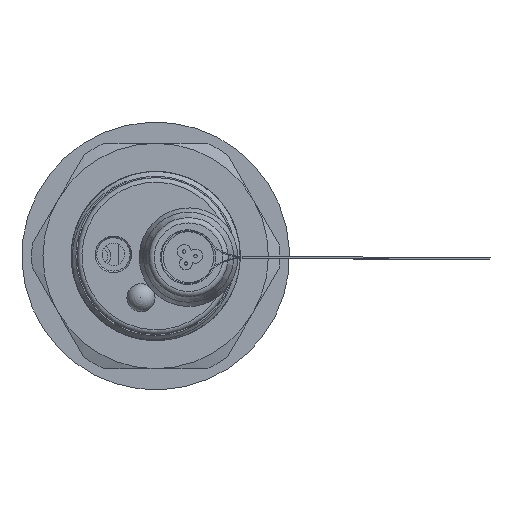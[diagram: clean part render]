
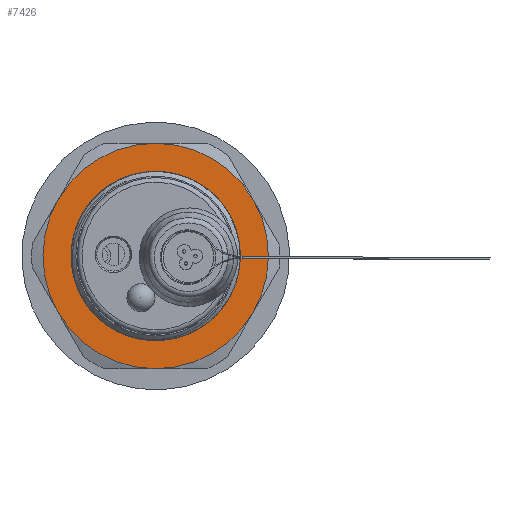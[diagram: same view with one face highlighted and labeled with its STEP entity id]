
A CAD part, left-side view. The second image highlights one B-rep face of the part: STEP entity #7426.
In plain terms, the highlighted face is planar.
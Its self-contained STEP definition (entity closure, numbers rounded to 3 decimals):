
#1637=PLANE('',#8674);
#1856=CIRCLE('',#8675,8.959);
#1857=CIRCLE('',#8676,12.);
#1858=CIRCLE('',#8677,12.);
#1859=CIRCLE('',#8678,12.);
#1860=CIRCLE('',#8679,12.);
#1861=CIRCLE('',#8680,12.);
#1862=CIRCLE('',#8681,12.);
#3224=ORIENTED_EDGE('',*,*,#4667,.T.);
#3225=ORIENTED_EDGE('',*,*,#4668,.F.);
#3226=ORIENTED_EDGE('',*,*,#4669,.F.);
#3227=ORIENTED_EDGE('',*,*,#4670,.F.);
#3228=ORIENTED_EDGE('',*,*,#4671,.F.);
#3229=ORIENTED_EDGE('',*,*,#4672,.F.);
#3230=ORIENTED_EDGE('',*,*,#4673,.F.);
#4667=EDGE_CURVE('',#5525,#5525,#1856,.T.);
#4668=EDGE_CURVE('',#5495,#5501,#1857,.T.);
#4669=EDGE_CURVE('',#5489,#5495,#1858,.T.);
#4670=EDGE_CURVE('',#5519,#5489,#1859,.T.);
#4671=EDGE_CURVE('',#5513,#5519,#1860,.T.);
#4672=EDGE_CURVE('',#5507,#5513,#1861,.T.);
#4673=EDGE_CURVE('',#5501,#5507,#1862,.T.);
#5489=VERTEX_POINT('',#15803);
#5495=VERTEX_POINT('',#15828);
#5501=VERTEX_POINT('',#15853);
#5507=VERTEX_POINT('',#15878);
#5513=VERTEX_POINT('',#15903);
#5519=VERTEX_POINT('',#15928);
#5525=VERTEX_POINT('',#15958);
#6242=EDGE_LOOP('',(#3224));
#6243=EDGE_LOOP('',(#3225,#3226,#3227,#3228,#3229,#3230));
#6839=FACE_BOUND('',#6242,.T.);
#6840=FACE_BOUND('',#6243,.T.);
#7426=ADVANCED_FACE('',(#6839,#6840),#1637,.F.);
#8674=AXIS2_PLACEMENT_3D('',#15956,#10274,#10275);
#8675=AXIS2_PLACEMENT_3D('',#15957,#10276,#10277);
#8676=AXIS2_PLACEMENT_3D('',#15959,#10278,#10279);
#8677=AXIS2_PLACEMENT_3D('',#15960,#10280,#10281);
#8678=AXIS2_PLACEMENT_3D('',#15961,#10282,#10283);
#8679=AXIS2_PLACEMENT_3D('',#15962,#10284,#10285);
#8680=AXIS2_PLACEMENT_3D('',#15963,#10286,#10287);
#8681=AXIS2_PLACEMENT_3D('',#15964,#10288,#10289);
#10274=DIRECTION('',(0.,1.,0.));
#10275=DIRECTION('',(0.,0.,1.));
#10276=DIRECTION('',(0.,1.,0.));
#10277=DIRECTION('',(0.,0.,1.));
#10278=DIRECTION('',(0.,1.,0.));
#10279=DIRECTION('',(0.,0.,1.));
#10280=DIRECTION('',(0.,1.,0.));
#10281=DIRECTION('',(0.,0.,1.));
#10282=DIRECTION('',(0.,1.,0.));
#10283=DIRECTION('',(0.,0.,1.));
#10284=DIRECTION('',(0.,1.,0.));
#10285=DIRECTION('',(0.,0.,1.));
#10286=DIRECTION('',(0.,1.,0.));
#10287=DIRECTION('',(0.,0.,1.));
#10288=DIRECTION('',(0.,1.,0.));
#10289=DIRECTION('',(0.,0.,1.));
#15803=CARTESIAN_POINT('',(-6.,0.,10.392));
#15828=CARTESIAN_POINT('',(6.,0.,10.392));
#15853=CARTESIAN_POINT('',(12.,0.,0.));
#15878=CARTESIAN_POINT('',(6.,0.,-10.392));
#15903=CARTESIAN_POINT('',(-6.,0.,-10.392));
#15928=CARTESIAN_POINT('',(-12.,0.,0.));
#15956=CARTESIAN_POINT('',(0.,0.,0.));
#15957=CARTESIAN_POINT('',(0.,0.,0.));
#15958=CARTESIAN_POINT('',(0.,0.,8.959));
#15959=CARTESIAN_POINT('',(0.,0.,0.));
#15960=CARTESIAN_POINT('',(0.,0.,0.));
#15961=CARTESIAN_POINT('',(0.,0.,0.));
#15962=CARTESIAN_POINT('',(0.,0.,0.));
#15963=CARTESIAN_POINT('',(0.,0.,0.));
#15964=CARTESIAN_POINT('',(0.,0.,0.));
